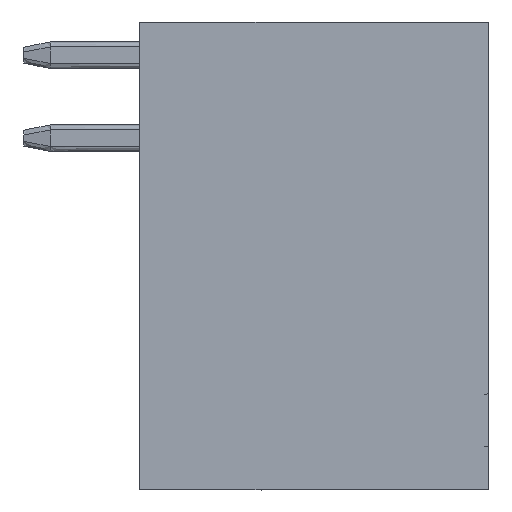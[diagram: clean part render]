
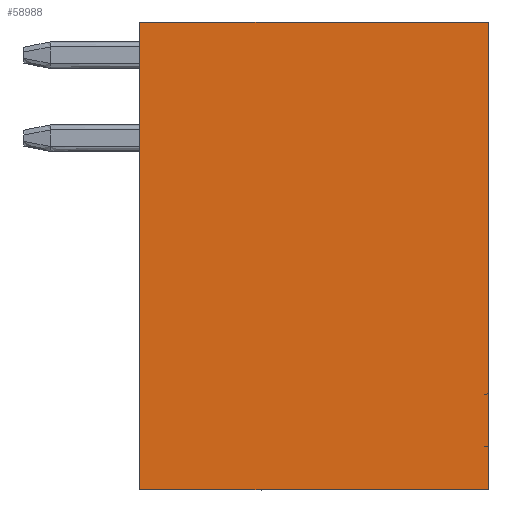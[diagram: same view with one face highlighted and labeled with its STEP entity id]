
A CAD part, front view. The second image highlights one B-rep face of the part: STEP entity #58988.
In plain terms, the highlighted free-form (B-spline) face has degree [1, 1] with [2, 2] control points.
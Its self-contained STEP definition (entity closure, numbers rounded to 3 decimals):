
#56904=CARTESIAN_POINT('',(-4.9,-42.,3.));
#56905=VERTEX_POINT('',#56904);
#56911=CARTESIAN_POINT('',(-4.9,-42.,17.1));
#56912=VERTEX_POINT('',#56911);
#56913=CARTESIAN_POINT('',(-4.9,-42.,3.));
#56914=CARTESIAN_POINT('',(-4.9,-42.,17.1));
#56915=B_SPLINE_CURVE_WITH_KNOTS('',1,(#56913,#56914),.POLYLINE_FORM.,.F.,.U.,(2,2),(0.536,0.707),.UNSPECIFIED.);
#56916=EDGE_CURVE('',#56905,#56912,#56915,.T.);
#58623=CARTESIAN_POINT('',(5.6,-42.,3.));
#58624=VERTEX_POINT('',#58623);
#58630=CARTESIAN_POINT('',(5.6,-42.,3.));
#58631=CARTESIAN_POINT('',(-4.9,-42.,3.));
#58632=B_SPLINE_CURVE_WITH_KNOTS('',1,(#58630,#58631),.POLYLINE_FORM.,.F.,.U.,(2,2),(0.382,0.5),.UNSPECIFIED.);
#58633=EDGE_CURVE('',#58624,#56905,#58632,.T.);
#58967=CARTESIAN_POINT('',(-31.27,-42.,43.47));
#58968=CARTESIAN_POINT('',(21.47,-42.,43.47));
#58969=CARTESIAN_POINT('',(-31.27,-42.,-9.27));
#58970=CARTESIAN_POINT('',(21.47,-42.,-9.27));
#58971=B_SPLINE_SURFACE_WITH_KNOTS('',1,1,((#58967,#58968),(#58969,#58970)),.PLANE_SURF.,.F.,.F.,.U.,(2,2),(2,2),(0.,1.),(0.,1.),.UNSPECIFIED.);
#58972=ORIENTED_EDGE('',*,*,#58633,.F.);
#58973=CARTESIAN_POINT('',(5.6,-42.,17.1));
#58974=VERTEX_POINT('',#58973);
#58975=CARTESIAN_POINT('',(5.6,-42.,17.1));
#58976=CARTESIAN_POINT('',(5.6,-42.,3.));
#58977=B_SPLINE_CURVE_WITH_KNOTS('',1,(#58975,#58976),.POLYLINE_FORM.,.F.,.U.,(2,2),(0.293,0.464),.UNSPECIFIED.);
#58978=EDGE_CURVE('',#58974,#58624,#58977,.T.);
#58979=ORIENTED_EDGE('',*,*,#58978,.F.);
#58980=CARTESIAN_POINT('',(-4.9,-42.,17.1));
#58981=CARTESIAN_POINT('',(5.6,-42.,17.1));
#58982=B_SPLINE_CURVE_WITH_KNOTS('',1,(#58980,#58981),.POLYLINE_FORM.,.F.,.U.,(2,2),(0.5,0.618),.UNSPECIFIED.);
#58983=EDGE_CURVE('',#56912,#58974,#58982,.T.);
#58984=ORIENTED_EDGE('',*,*,#58983,.F.);
#58985=ORIENTED_EDGE('',*,*,#56916,.F.);
#58986=EDGE_LOOP('',(#58972,#58979,#58984,#58985));
#58987=FACE_OUTER_BOUND('',#58986,.T.);
#58988=ADVANCED_FACE('',(#58987),#58971,.T.);
